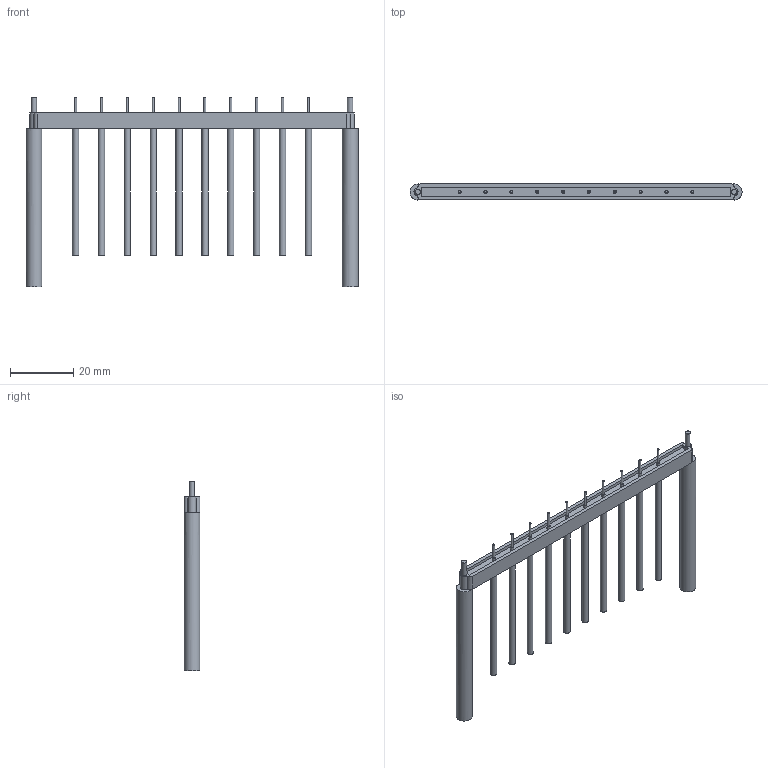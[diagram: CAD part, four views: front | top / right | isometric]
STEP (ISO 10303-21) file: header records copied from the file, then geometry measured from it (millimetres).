
FILE_DESCRIPTION(('Open CASCADE Model'),'2;1');
FILE_NAME('Open CASCADE Shape Model','2024-05-29T01:30:45',('Author'),( 'Open CASCADE'),'Open CASCADE STEP processor 7.7','Open CASCADE 7.7' ,'Unknown');
FILE_SCHEMA(('AUTOMOTIVE_DESIGN { 1 0 10303 214 1 1 1 1 }'));
Length unit declared in the file: millimetre
Products named in the file (1): Open CASCADE STEP translator 7.7 35
Bounding box: 105 x 5 x 60 mm (x, y, z)
Volume: 5494 mm3; surface area: 6569.5 mm2
Topology: 1 solids, 1 shells, 93 faces, 170 edges, 112 vertices
Faces by surface type: plane 51, cylinder 42
Full cylindrical faces by diameter (mm): 0.667 x10, 1 x10, 1.667 x2, 2 x10, 5 x2
Entity records: 4582 total; most frequent: CARTESIAN_POINT 840, DIRECTION 756, ORIENTED_EDGE 340, PCURVE 340, DEFINITIONAL_REPRESENTATION 340, LINE 310, VECTOR 310, AXIS2_PLACEMENT_3D 186
